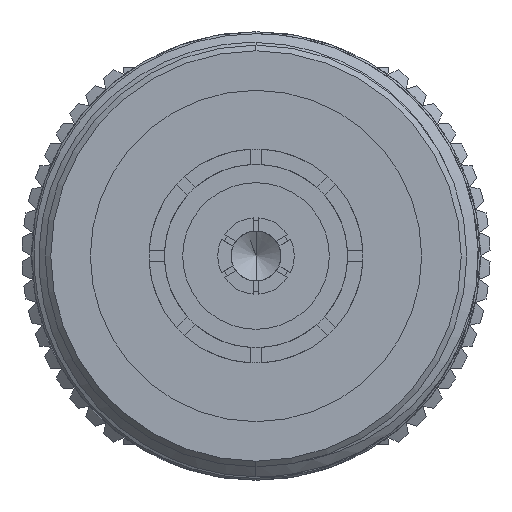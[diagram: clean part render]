
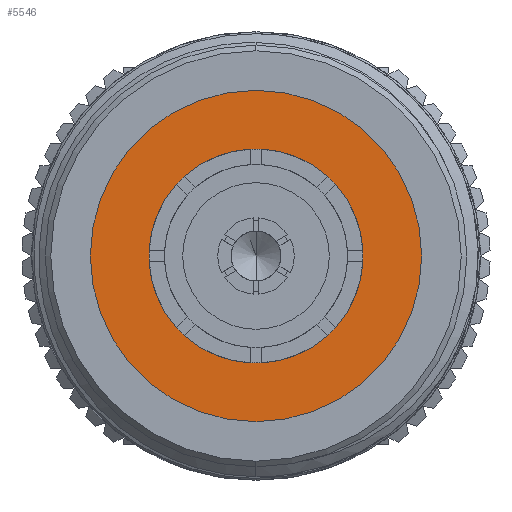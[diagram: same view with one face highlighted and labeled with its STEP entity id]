
A CAD part, left-side view. The second image highlights one B-rep face of the part: STEP entity #5546.
In plain terms, the highlighted planar face has unit normal (-1, 0, 0).
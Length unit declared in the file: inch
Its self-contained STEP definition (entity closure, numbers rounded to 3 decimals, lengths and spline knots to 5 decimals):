
#451 = ORIENTED_EDGE ( 'NONE', *, *, #3802, .T. ) ;
#492 = AXIS2_PLACEMENT_3D ( 'NONE', #9075, #10671, #5460 ) ;
#632 = AXIS2_PLACEMENT_3D ( 'NONE', #2350, #7566, #3261 ) ;
#705 = VERTEX_POINT ( 'NONE', #706 ) ;
#706 = CARTESIAN_POINT ( 'NONE',  ( 0.46072, 0., 0.29348 ) ) ;
#745 = DIRECTION ( 'NONE',  ( -1., 0., 0. ) ) ;
#1096 = EDGE_CURVE ( 'NONE', #9657, #5563, #3467, .T. ) ;
#1097 = AXIS2_PLACEMENT_3D ( 'NONE', #1099, #10393, #3705 ) ;
#1099 = CARTESIAN_POINT ( 'NONE',  ( 0.46072, 0., 0. ) ) ;
#1204 = FACE_BOUND ( 'NONE', #4742, .T. ) ;
#1464 = CIRCLE ( 'NONE', #1097, 0.29348 ) ;
#1531 = CIRCLE ( 'NONE', #632, 0.1895 ) ;
#1704 = CIRCLE ( 'NONE', #8037, 0.29348 ) ;
#2110 = FACE_OUTER_BOUND ( 'NONE', #4011, .T. ) ;
#2350 = CARTESIAN_POINT ( 'NONE',  ( 0.46072, 0., 0. ) ) ;
#2931 = ORIENTED_EDGE ( 'NONE', *, *, #3860, .F. ) ;
#3093 = CARTESIAN_POINT ( 'NONE',  ( 0.46072, 0., 0. ) ) ;
#3261 = DIRECTION ( 'NONE',  ( 0., 0., 1. ) ) ;
#3467 = CIRCLE ( 'NONE', #9078, 0.1895 ) ;
#3705 = DIRECTION ( 'NONE',  ( 0., 0., 1. ) ) ;
#3802 = EDGE_CURVE ( 'NONE', #7551, #705, #1704, .T. ) ;
#3860 = EDGE_CURVE ( 'NONE', #5563, #9657, #1531, .T. ) ;
#3999 = DIRECTION ( 'NONE',  ( -1., 0., 0. ) ) ;
#4011 = EDGE_LOOP ( 'NONE', ( #10950, #451 ) ) ;
#4344 = CARTESIAN_POINT ( 'NONE',  ( 0.46072, 0., -0.29348 ) ) ;
#4742 = EDGE_LOOP ( 'NONE', ( #5039, #2931 ) ) ;
#5039 = ORIENTED_EDGE ( 'NONE', *, *, #1096, .F. ) ;
#5410 = PLANE ( 'NONE',  #492 ) ;
#5460 = DIRECTION ( 'NONE',  ( 0., 0., 1. ) ) ;
#5546 = ADVANCED_FACE ( 'NONE', ( #2110, #1204 ), #5410, .T. ) ;
#5563 = VERTEX_POINT ( 'NONE', #8849 ) ;
#7551 = VERTEX_POINT ( 'NONE', #4344 ) ;
#7566 = DIRECTION ( 'NONE',  ( -1., 0., 0. ) ) ;
#8037 = AXIS2_PLACEMENT_3D ( 'NONE', #3093, #3999, #9318 ) ;
#8185 = CARTESIAN_POINT ( 'NONE',  ( 0.46072, 0., -0.1895 ) ) ;
#8849 = CARTESIAN_POINT ( 'NONE',  ( 0.46072, 0., 0.1895 ) ) ;
#9075 = CARTESIAN_POINT ( 'NONE',  ( 0.46072, 0., 0. ) ) ;
#9078 = AXIS2_PLACEMENT_3D ( 'NONE', #10886, #745, #10199 ) ;
#9318 = DIRECTION ( 'NONE',  ( 0., 0., 1. ) ) ;
#9657 = VERTEX_POINT ( 'NONE', #8185 ) ;
#9972 = EDGE_CURVE ( 'NONE', #705, #7551, #1464, .T. ) ;
#10199 = DIRECTION ( 'NONE',  ( 0., 0., 1. ) ) ;
#10393 = DIRECTION ( 'NONE',  ( -1., 0., 0. ) ) ;
#10671 = DIRECTION ( 'NONE',  ( -1., 0., 0. ) ) ;
#10886 = CARTESIAN_POINT ( 'NONE',  ( 0.46072, 0., 0. ) ) ;
#10950 = ORIENTED_EDGE ( 'NONE', *, *, #9972, .T. ) ;
